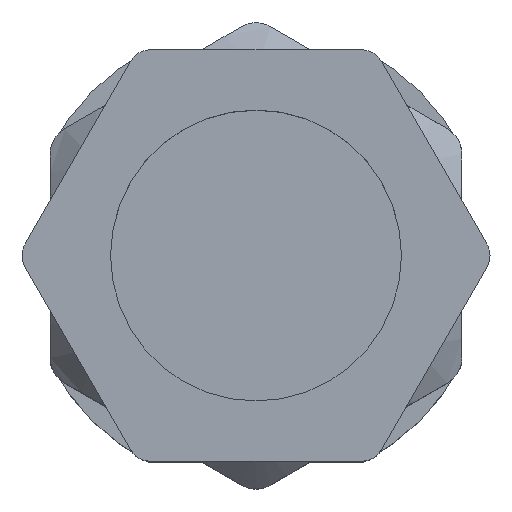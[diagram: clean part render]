
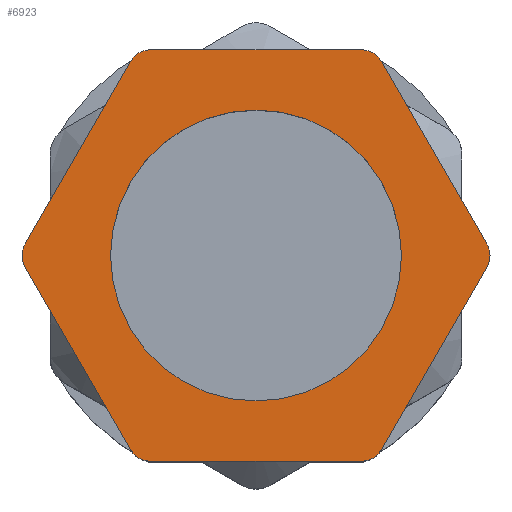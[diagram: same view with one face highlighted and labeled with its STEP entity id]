
A CAD part, top view. The second image highlights one B-rep face of the part: STEP entity #6923.
In plain terms, the highlighted planar face has unit normal (0, 0, 1).
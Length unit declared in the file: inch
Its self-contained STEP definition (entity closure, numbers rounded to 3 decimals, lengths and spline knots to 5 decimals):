
#534=FACE_BOUND('',#1335,.T.);
#913=FACE_OUTER_BOUND('',#1334,.T.);
#1334=EDGE_LOOP('',(#6327,#6328,#6329,#6330,#6331,#6332,#6333,#6334,#6335,
#6336,#6337,#6338));
#1335=EDGE_LOOP('',(#6339));
#1928=LINE('',#13616,#2535);
#1931=LINE('',#13624,#2538);
#1934=LINE('',#13632,#2541);
#1937=LINE('',#13640,#2544);
#1940=LINE('',#13648,#2547);
#1942=LINE('',#13654,#2549);
#2535=VECTOR('',#8802,0.3937);
#2538=VECTOR('',#8811,0.3937);
#2541=VECTOR('',#8820,0.3937);
#2544=VECTOR('',#8829,0.3937);
#2547=VECTOR('',#8838,0.3937);
#2549=VECTOR('',#8846,0.3937);
#2678=CIRCLE('',#7383,0.04);
#2679=CIRCLE('',#7386,0.04);
#2680=CIRCLE('',#7389,0.04);
#2681=CIRCLE('',#7392,0.04);
#2682=CIRCLE('',#7395,0.04);
#2683=CIRCLE('',#7398,0.04);
#2691=CIRCLE('',#7411,0.2505);
#3336=VERTEX_POINT('',#13608);
#3337=VERTEX_POINT('',#13610);
#3338=VERTEX_POINT('',#13614);
#3339=VERTEX_POINT('',#13618);
#3340=VERTEX_POINT('',#13622);
#3341=VERTEX_POINT('',#13626);
#3342=VERTEX_POINT('',#13630);
#3343=VERTEX_POINT('',#13634);
#3344=VERTEX_POINT('',#13638);
#3345=VERTEX_POINT('',#13642);
#3346=VERTEX_POINT('',#13646);
#3347=VERTEX_POINT('',#13650);
#3354=VERTEX_POINT('',#13674);
#4318=EDGE_CURVE('',#3336,#3337,#2678,.T.);
#4321=EDGE_CURVE('',#3336,#3338,#1928,.T.);
#4323=EDGE_CURVE('',#3339,#3338,#2679,.T.);
#4325=EDGE_CURVE('',#3339,#3340,#1931,.T.);
#4327=EDGE_CURVE('',#3341,#3340,#2680,.T.);
#4329=EDGE_CURVE('',#3341,#3342,#1934,.T.);
#4331=EDGE_CURVE('',#3343,#3342,#2681,.T.);
#4333=EDGE_CURVE('',#3343,#3344,#1937,.T.);
#4335=EDGE_CURVE('',#3345,#3344,#2682,.T.);
#4337=EDGE_CURVE('',#3345,#3346,#1940,.T.);
#4339=EDGE_CURVE('',#3347,#3346,#2683,.T.);
#4340=EDGE_CURVE('',#3347,#3337,#1942,.T.);
#4350=EDGE_CURVE('',#3354,#3354,#2691,.T.);
#6327=ORIENTED_EDGE('',*,*,#4335,.F.);
#6328=ORIENTED_EDGE('',*,*,#4337,.T.);
#6329=ORIENTED_EDGE('',*,*,#4339,.F.);
#6330=ORIENTED_EDGE('',*,*,#4340,.T.);
#6331=ORIENTED_EDGE('',*,*,#4318,.F.);
#6332=ORIENTED_EDGE('',*,*,#4321,.T.);
#6333=ORIENTED_EDGE('',*,*,#4323,.F.);
#6334=ORIENTED_EDGE('',*,*,#4325,.T.);
#6335=ORIENTED_EDGE('',*,*,#4327,.F.);
#6336=ORIENTED_EDGE('',*,*,#4329,.T.);
#6337=ORIENTED_EDGE('',*,*,#4331,.F.);
#6338=ORIENTED_EDGE('',*,*,#4333,.T.);
#6339=ORIENTED_EDGE('',*,*,#4350,.T.);
#6542=PLANE('',#7410);
#6923=ADVANCED_FACE('',(#913,#534),#6542,.F.);
#7383=AXIS2_PLACEMENT_3D('',#13611,#8796,#8797);
#7386=AXIS2_PLACEMENT_3D('',#13620,#8806,#8807);
#7389=AXIS2_PLACEMENT_3D('',#13628,#8815,#8816);
#7392=AXIS2_PLACEMENT_3D('',#13636,#8824,#8825);
#7395=AXIS2_PLACEMENT_3D('',#13644,#8833,#8834);
#7398=AXIS2_PLACEMENT_3D('',#13652,#8842,#8843);
#7410=AXIS2_PLACEMENT_3D('',#13673,#8869,#8870);
#7411=AXIS2_PLACEMENT_3D('',#13675,#8871,#8872);
#8796=DIRECTION('center_axis',(0.,0.,-1.));
#8797=DIRECTION('ref_axis',(-0.5,0.866,0.));
#8802=DIRECTION('',(-0.5,-0.866,0.));
#8806=DIRECTION('center_axis',(0.,0.,-1.));
#8807=DIRECTION('ref_axis',(-1.,0.,0.));
#8811=DIRECTION('',(0.5,-0.866,0.));
#8815=DIRECTION('center_axis',(0.,0.,-1.));
#8816=DIRECTION('ref_axis',(-0.5,-0.866,0.));
#8820=DIRECTION('',(1.,0.,0.));
#8824=DIRECTION('center_axis',(0.,0.,-1.));
#8825=DIRECTION('ref_axis',(0.5,-0.866,0.));
#8829=DIRECTION('',(0.5,0.866,0.));
#8833=DIRECTION('center_axis',(0.,0.,-1.));
#8834=DIRECTION('ref_axis',(1.,0.,0.));
#8838=DIRECTION('',(-0.5,0.866,0.));
#8842=DIRECTION('center_axis',(0.,0.,-1.));
#8843=DIRECTION('ref_axis',(0.5,0.866,0.));
#8846=DIRECTION('',(-1.,0.,0.));
#8869=DIRECTION('center_axis',(0.,0.,-1.));
#8870=DIRECTION('ref_axis',(1.,0.,0.));
#8871=DIRECTION('center_axis',(0.,0.,-1.));
#8872=DIRECTION('ref_axis',(0.,1.,0.));
#13608=CARTESIAN_POINT('',(-0.21612,0.33433,2.345));
#13610=CARTESIAN_POINT('',(-0.18148,0.35433,2.345));
#13611=CARTESIAN_POINT('Origin',(-0.18148,0.31433,2.345));
#13614=CARTESIAN_POINT('',(-0.3976,0.02,2.345));
#13616=CARTESIAN_POINT('',(-0.20457,0.35433,2.345));
#13618=CARTESIAN_POINT('',(-0.3976,-0.02,2.345));
#13620=CARTESIAN_POINT('Origin',(-0.36296,0.,
2.345));
#13622=CARTESIAN_POINT('',(-0.21612,-0.33433,2.345));
#13624=CARTESIAN_POINT('',(-0.40915,0.,2.345));
#13626=CARTESIAN_POINT('',(-0.18148,-0.35433,2.345));
#13628=CARTESIAN_POINT('Origin',(-0.18148,-0.31433,
2.345));
#13630=CARTESIAN_POINT('',(0.18148,-0.35433,2.345));
#13632=CARTESIAN_POINT('',(-0.20457,-0.35433,2.345));
#13634=CARTESIAN_POINT('',(0.21612,-0.33433,2.345));
#13636=CARTESIAN_POINT('Origin',(0.18148,-0.31433,2.345));
#13638=CARTESIAN_POINT('',(0.3976,-0.02,2.345));
#13640=CARTESIAN_POINT('',(0.20457,-0.35433,2.345));
#13642=CARTESIAN_POINT('',(0.3976,0.02,2.345));
#13644=CARTESIAN_POINT('Origin',(0.36296,0.,
2.345));
#13646=CARTESIAN_POINT('',(0.21612,0.33433,2.345));
#13648=CARTESIAN_POINT('',(0.40915,0.,2.345));
#13650=CARTESIAN_POINT('',(0.18148,0.35433,2.345));
#13652=CARTESIAN_POINT('Origin',(0.18148,0.31433,2.345));
#13654=CARTESIAN_POINT('',(0.20457,0.35433,2.345));
#13673=CARTESIAN_POINT('Origin',(0.,0.,
2.345));
#13674=CARTESIAN_POINT('',(0.,-0.2505,2.345));
#13675=CARTESIAN_POINT('Origin',(0.,0.,2.345));
